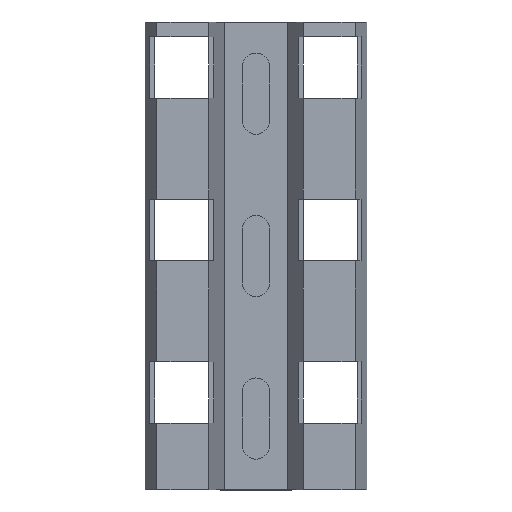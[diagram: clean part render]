
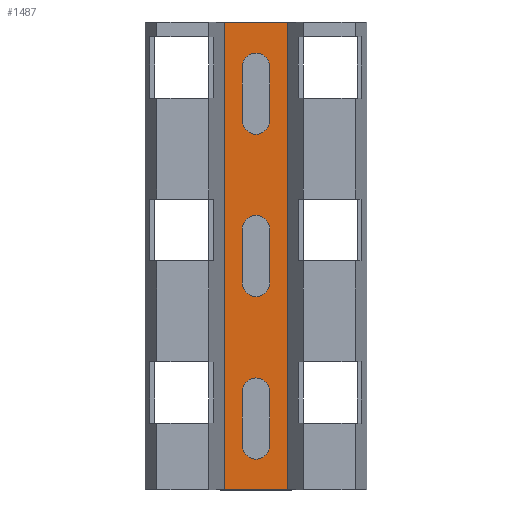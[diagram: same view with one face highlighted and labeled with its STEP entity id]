
A CAD part, top view. The second image highlights one B-rep face of the part: STEP entity #1487.
In plain terms, the highlighted planar face has unit normal (0, 0, 1).
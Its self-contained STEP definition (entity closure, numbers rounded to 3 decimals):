
#63=FACE_OUTER_BOUND('',#126,.T.);
#126=EDGE_LOOP('',(#1167,#1168,#1169,#1170));
#196=LINE('',#2027,#409);
#243=LINE('',#2126,#456);
#251=LINE('',#2137,#464);
#290=LINE('',#2206,#503);
#409=VECTOR('',#1640,1.);
#456=VECTOR('',#1699,1.);
#464=VECTOR('',#1709,1.);
#503=VECTOR('',#1756,1.);
#607=VERTEX_POINT('',#1996);
#622=VERTEX_POINT('',#2025);
#668=VERTEX_POINT('',#2125);
#670=VERTEX_POINT('',#2136);
#780=EDGE_CURVE('',#622,#607,#196,.T.);
#827=EDGE_CURVE('',#607,#668,#243,.T.);
#835=EDGE_CURVE('',#668,#670,#251,.T.);
#874=EDGE_CURVE('',#670,#622,#290,.T.);
#1167=ORIENTED_EDGE('',*,*,#874,.F.);
#1168=ORIENTED_EDGE('',*,*,#835,.F.);
#1169=ORIENTED_EDGE('',*,*,#827,.F.);
#1170=ORIENTED_EDGE('',*,*,#780,.F.);
#1424=PLANE('',#1552);
#1487=ADVANCED_FACE('',(#63),#1424,.T.);
#1552=AXIS2_PLACEMENT_3D('',#2274,#1801,#1802);
#1640=DIRECTION('',(1.,0.,0.));
#1699=DIRECTION('',(0.,-1.,0.));
#1709=DIRECTION('',(-1.,0.,0.));
#1756=DIRECTION('',(0.,1.,0.));
#1801=DIRECTION('center_axis',(0.,0.,
1.));
#1802=DIRECTION('ref_axis',(-1.,0.,0.));
#1996=CARTESIAN_POINT('',(120.407,98.986,-10.289));
#2025=CARTESIAN_POINT('',(100.934,98.986,-10.289));
#2027=CARTESIAN_POINT('',(100.934,98.986,-10.289));
#2125=CARTESIAN_POINT('',(120.407,-45.014,-10.289));
#2126=CARTESIAN_POINT('',(120.407,98.986,-10.289));
#2136=CARTESIAN_POINT('',(100.934,-45.014,-10.289));
#2137=CARTESIAN_POINT('',(100.934,-45.014,-10.289));
#2206=CARTESIAN_POINT('',(100.934,98.986,-10.289));
#2274=CARTESIAN_POINT('Origin',(120.407,98.986,-10.289));
